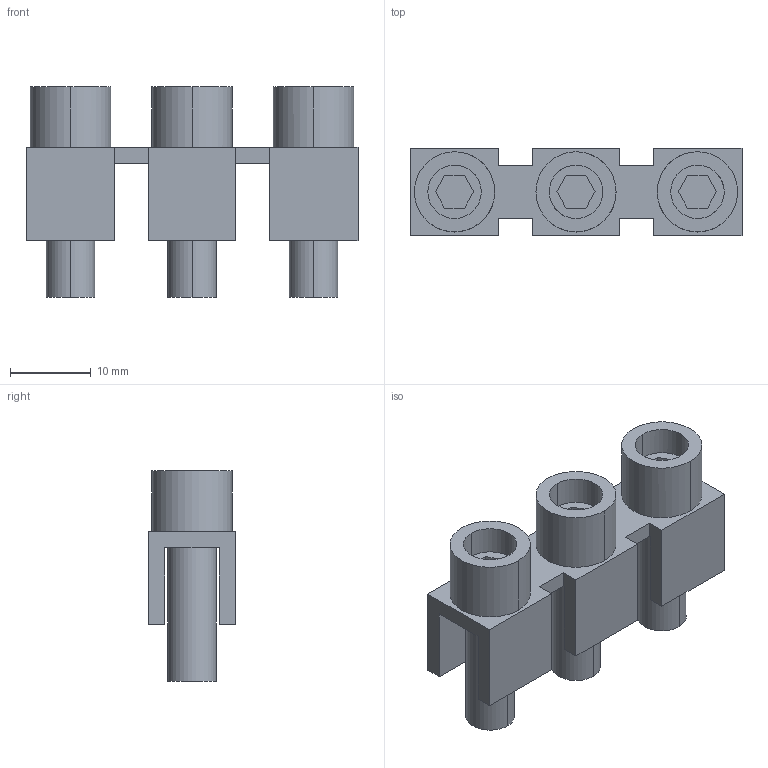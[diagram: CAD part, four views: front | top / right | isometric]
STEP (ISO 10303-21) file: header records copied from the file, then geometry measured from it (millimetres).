
FILE_DESCRIPTION(('Creo Elements/Direct Modeling STEP Export'),'2;1');
FILE_NAME('model.stp','2020-01-23T 0:04:11',(''),(''),'Creo Elements/Direct Modeling STEP processor for AP214 (Solid Model)','Creo Elements/Direct Modeling 20.1A 29-Sep-2018 (C) Parametric Technology GmbH','');
FILE_SCHEMA(('AUTOMOTIVE_DESIGN { 1 0 10303 214 1 1 1 1 }'));
Length unit declared in the file: millimetre
Products named in the file (2): FBI_3_15_IB-select
Assembly tree (1 placements, depth 2):
  FBI_3_15_IB-select
    FBI_3_15_IB-select
Bounding box: 41 x 10.78 x 26 mm (x, y, z)
Volume: 4715.7 mm3; surface area: 4476.5 mm2
Topology: 1 solids, 1 shells, 82 faces, 212 edges, 144 vertices
Faces by surface type: plane 64, cylinder 18
Entity records: 3010 total; most frequent: ORIENTED_EDGE 424, CARTESIAN_POINT 401, DIRECTION 346, EDGE_CURVE 212, VECTOR 168, LINE 168, VERTEX_POINT 144, EDGE_LOOP 94
